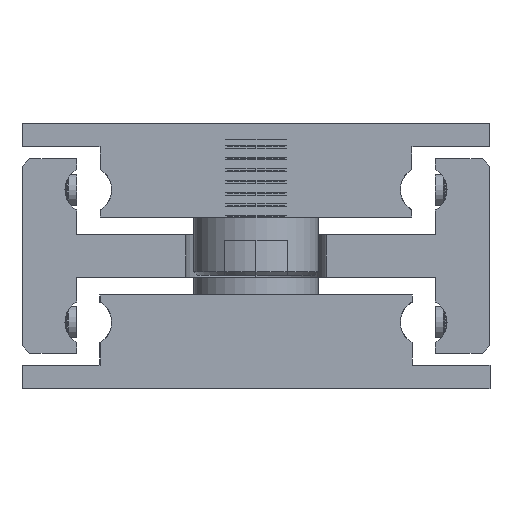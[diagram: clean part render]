
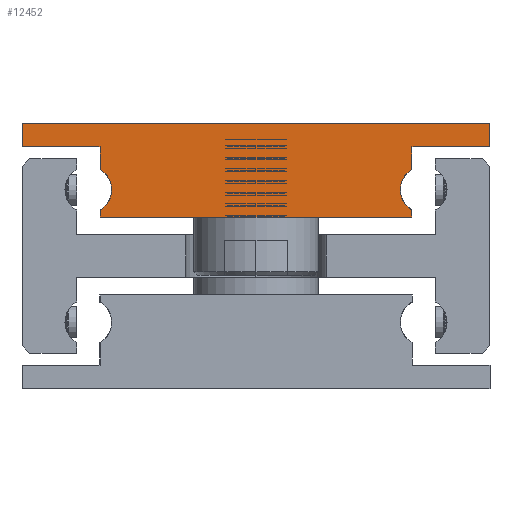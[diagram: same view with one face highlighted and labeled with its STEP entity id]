
A CAD part, front view. The second image highlights one B-rep face of the part: STEP entity #12452.
In plain terms, the highlighted planar face has unit normal (0, -1, 0).
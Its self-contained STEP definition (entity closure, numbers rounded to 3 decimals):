
#11293=CARTESIAN_POINT('',(20.0,-725.0,2.598));
#11294=VERTEX_POINT('',#11293);
#11301=CARTESIAN_POINT('',(18.5,-725.0,0.));
#11302=VERTEX_POINT('',#11301);
#11303=CARTESIAN_POINT('',(21.5,-725.0,0.0));
#11304=DIRECTION('',(0.0,1.0,0.0));
#11305=DIRECTION('',(1.0,0.0,0.0));
#11306=AXIS2_PLACEMENT_3D('',#11303,#11304,#11305);
#11307=CIRCLE('',#11306,3.0);
#11308=EDGE_CURVE('',#11302,#11294,#11307,.T.);
#11346=CARTESIAN_POINT('',(-18.5,-725.0,0.));
#11347=VERTEX_POINT('',#11346);
#11354=CARTESIAN_POINT('',(-20.,-725.0,2.598));
#11355=VERTEX_POINT('',#11354);
#11356=CARTESIAN_POINT('',(-21.5,-725.0,0.0));
#11357=DIRECTION('',(0.0,1.0,0.0));
#11358=DIRECTION('',(1.0,0.0,0.0));
#11359=AXIS2_PLACEMENT_3D('',#11356,#11357,#11358);
#11360=CIRCLE('',#11359,3.0);
#11361=EDGE_CURVE('',#11355,#11347,#11360,.T.);
#12341=CARTESIAN_POINT('',(0.,-725.0,3.75));
#12342=DIRECTION('',(0.0,1.0,0.0));
#12343=DIRECTION('',(0.0,0.0,1.0));
#12344=AXIS2_PLACEMENT_3D('',#12341,#12342,#12343);
#12345=PLANE('',#12344);
#12346=CARTESIAN_POINT('',(20.0,-725.0,-2.598));
#12347=VERTEX_POINT('',#12346);
#12348=CARTESIAN_POINT('',(21.5,-725.0,0.0));
#12349=DIRECTION('',(0.0,1.0,0.0));
#12350=DIRECTION('',(1.0,0.0,0.0));
#12351=AXIS2_PLACEMENT_3D('',#12348,#12349,#12350);
#12352=CIRCLE('',#12351,3.0);
#12353=EDGE_CURVE('',#12347,#11302,#12352,.T.);
#12354=ORIENTED_EDGE('',*,*,#12353,.T.);
#12355=ORIENTED_EDGE('',*,*,#11308,.T.);
#12356=CARTESIAN_POINT('',(20.0,-725.0,5.5));
#12357=VERTEX_POINT('',#12356);
#12358=CARTESIAN_POINT('',(20.0,-725.0,5.5));
#12359=DIRECTION('',(0.0,0.0,-1.0));
#12360=VECTOR('',#12359,2.902);
#12361=LINE('',#12358,#12360);
#12362=EDGE_CURVE('',#12357,#11294,#12361,.T.);
#12363=ORIENTED_EDGE('',*,*,#12362,.F.);
#12364=CARTESIAN_POINT('',(30.0,-725.0,5.5));
#12365=VERTEX_POINT('',#12364);
#12366=CARTESIAN_POINT('',(30.0,-725.0,5.5));
#12367=DIRECTION('',(-1.0,0.0,0.0));
#12368=VECTOR('',#12367,10.0);
#12369=LINE('',#12366,#12368);
#12370=EDGE_CURVE('',#12365,#12357,#12369,.T.);
#12371=ORIENTED_EDGE('',*,*,#12370,.F.);
#12372=CARTESIAN_POINT('',(30.0,-725.0,8.5));
#12373=VERTEX_POINT('',#12372);
#12374=CARTESIAN_POINT('',(30.0,-725.0,8.5));
#12375=DIRECTION('',(0.0,0.0,-1.0));
#12376=VECTOR('',#12375,3.0);
#12377=LINE('',#12374,#12376);
#12378=EDGE_CURVE('',#12373,#12365,#12377,.T.);
#12379=ORIENTED_EDGE('',*,*,#12378,.F.);
#12380=CARTESIAN_POINT('',(-30.,-725.0,8.5));
#12381=VERTEX_POINT('',#12380);
#12382=CARTESIAN_POINT('',(-30.,-725.0,8.5));
#12383=DIRECTION('',(1.0,0.0,0.0));
#12384=VECTOR('',#12383,60.);
#12385=LINE('',#12382,#12384);
#12386=EDGE_CURVE('',#12381,#12373,#12385,.T.);
#12387=ORIENTED_EDGE('',*,*,#12386,.F.);
#12388=CARTESIAN_POINT('',(-30.,-725.0,5.5));
#12389=VERTEX_POINT('',#12388);
#12390=CARTESIAN_POINT('',(-30.,-725.0,5.5));
#12391=DIRECTION('',(0.0,0.0,1.0));
#12392=VECTOR('',#12391,3.0);
#12393=LINE('',#12390,#12392);
#12394=EDGE_CURVE('',#12389,#12381,#12393,.T.);
#12395=ORIENTED_EDGE('',*,*,#12394,.F.);
#12396=CARTESIAN_POINT('',(-20.,-725.0,5.5));
#12397=VERTEX_POINT('',#12396);
#12398=CARTESIAN_POINT('',(-20.,-725.0,5.5));
#12399=DIRECTION('',(-1.0,0.0,0.0));
#12400=VECTOR('',#12399,10.0);
#12401=LINE('',#12398,#12400);
#12402=EDGE_CURVE('',#12397,#12389,#12401,.T.);
#12403=ORIENTED_EDGE('',*,*,#12402,.F.);
#12404=CARTESIAN_POINT('',(-20.,-725.0,2.598));
#12405=DIRECTION('',(0.0,0.0,1.0));
#12406=VECTOR('',#12405,2.902);
#12407=LINE('',#12404,#12406);
#12408=EDGE_CURVE('',#11355,#12397,#12407,.T.);
#12409=ORIENTED_EDGE('',*,*,#12408,.F.);
#12410=ORIENTED_EDGE('',*,*,#11361,.T.);
#12411=CARTESIAN_POINT('',(-20.,-725.0,-2.598));
#12412=VERTEX_POINT('',#12411);
#12413=CARTESIAN_POINT('',(-21.5,-725.0,0.0));
#12414=DIRECTION('',(0.0,1.0,0.0));
#12415=DIRECTION('',(1.0,0.0,0.0));
#12416=AXIS2_PLACEMENT_3D('',#12413,#12414,#12415);
#12417=CIRCLE('',#12416,3.0);
#12418=EDGE_CURVE('',#11347,#12412,#12417,.T.);
#12419=ORIENTED_EDGE('',*,*,#12418,.T.);
#12420=CARTESIAN_POINT('',(-20.0,-725.0,-3.5));
#12421=VERTEX_POINT('',#12420);
#12422=CARTESIAN_POINT('',(-20.0,-725.0,-3.5));
#12423=DIRECTION('',(0.0,0.0,1.0));
#12424=VECTOR('',#12423,0.902);
#12425=LINE('',#12422,#12424);
#12426=EDGE_CURVE('',#12421,#12412,#12425,.T.);
#12427=ORIENTED_EDGE('',*,*,#12426,.F.);
#12428=CARTESIAN_POINT('',(0.,-725.0,-3.5));
#12429=VERTEX_POINT('',#12428);
#12430=CARTESIAN_POINT('',(0.,-725.0,-3.5));
#12431=DIRECTION('',(-1.0,0.0,0.0));
#12432=VECTOR('',#12431,20.0);
#12433=LINE('',#12430,#12432);
#12434=EDGE_CURVE('',#12429,#12421,#12433,.T.);
#12435=ORIENTED_EDGE('',*,*,#12434,.F.);
#12436=CARTESIAN_POINT('',(20.0,-725.0,-3.5));
#12437=VERTEX_POINT('',#12436);
#12438=CARTESIAN_POINT('',(20.0,-725.0,-3.5));
#12439=DIRECTION('',(-1.0,0.0,0.0));
#12440=VECTOR('',#12439,20.0);
#12441=LINE('',#12438,#12440);
#12442=EDGE_CURVE('',#12437,#12429,#12441,.T.);
#12443=ORIENTED_EDGE('',*,*,#12442,.F.);
#12444=CARTESIAN_POINT('',(20.0,-725.0,-2.598));
#12445=DIRECTION('',(0.0,0.0,-1.0));
#12446=VECTOR('',#12445,0.902);
#12447=LINE('',#12444,#12446);
#12448=EDGE_CURVE('',#12347,#12437,#12447,.T.);
#12449=ORIENTED_EDGE('',*,*,#12448,.F.);
#12450=EDGE_LOOP('',(#12354,#12355,#12363,#12371,#12379,#12387,#12395,#12403,#12409,#12410,#12419,#12427,#12435,#12443,#12449));
#12451=FACE_OUTER_BOUND('',#12450,.T.);
#12452=ADVANCED_FACE('',(#12451),#12345,.F.);
